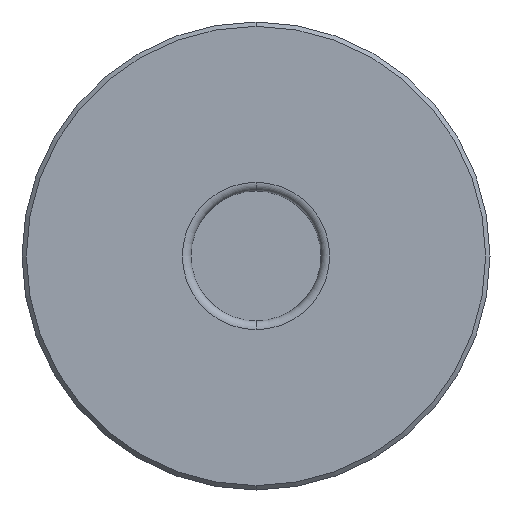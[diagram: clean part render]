
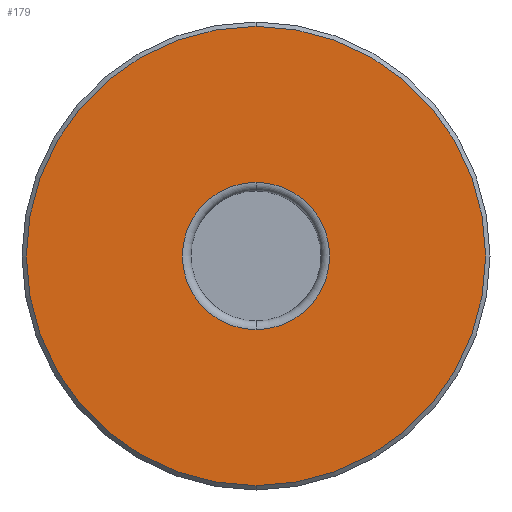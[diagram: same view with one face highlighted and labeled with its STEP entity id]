
A CAD part, front view. The second image highlights one B-rep face of the part: STEP entity #179.
In plain terms, the highlighted planar face has unit normal (0, -1, 0).
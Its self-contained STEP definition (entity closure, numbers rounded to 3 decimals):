
#5 = CARTESIAN_POINT ( 'NONE',  ( 0., 0., -26.5 ) ) ;
#16 = CARTESIAN_POINT ( 'NONE',  ( 0., 0., 8.5 ) ) ;
#57 = DIRECTION ( 'NONE',  ( 0., 0., -1. ) ) ;
#75 = FACE_BOUND ( 'NONE', #306, .T. ) ;
#106 = CIRCLE ( 'NONE', #499, 8.5 ) ;
#146 = DIRECTION ( 'NONE',  ( 0., 0., -1. ) ) ;
#155 = DIRECTION ( 'NONE',  ( 0., -1., 0. ) ) ;
#157 = PLANE ( 'NONE',  #737 ) ;
#168 = DIRECTION ( 'NONE',  ( 0., -1., 0. ) ) ;
#169 = VERTEX_POINT ( 'NONE', #16 ) ;
#175 = ORIENTED_EDGE ( 'NONE', *, *, #741, .T. ) ;
#179 = ADVANCED_FACE ( 'NONE', ( #311, #75 ), #157, .T. ) ;
#217 = ORIENTED_EDGE ( 'NONE', *, *, #401, .T. ) ;
#228 = AXIS2_PLACEMENT_3D ( 'NONE', #754, #168, #628 ) ;
#242 = CARTESIAN_POINT ( 'NONE',  ( 0., 0., 26.5 ) ) ;
#269 = EDGE_LOOP ( 'NONE', ( #217, #175 ) ) ;
#273 = AXIS2_PLACEMENT_3D ( 'NONE', #425, #495, #361 ) ;
#287 = AXIS2_PLACEMENT_3D ( 'NONE', #397, #155, #146 ) ;
#306 = EDGE_LOOP ( 'NONE', ( #558, #612 ) ) ;
#311 = FACE_OUTER_BOUND ( 'NONE', #269, .T. ) ;
#320 = VERTEX_POINT ( 'NONE', #242 ) ;
#341 = EDGE_CURVE ( 'NONE', #169, #643, #404, .T. ) ;
#361 = DIRECTION ( 'NONE',  ( 0., 0., -1. ) ) ;
#394 = DIRECTION ( 'NONE',  ( 0., 0., -1. ) ) ;
#397 = CARTESIAN_POINT ( 'NONE',  ( 0., 0., 0. ) ) ;
#401 = EDGE_CURVE ( 'NONE', #320, #844, #536, .T. ) ;
#404 = CIRCLE ( 'NONE', #228, 8.5 ) ;
#425 = CARTESIAN_POINT ( 'NONE',  ( 0., 0., 0. ) ) ;
#443 = DIRECTION ( 'NONE',  ( 0., -1., 0. ) ) ;
#495 = DIRECTION ( 'NONE',  ( 0., -1., 0. ) ) ;
#499 = AXIS2_PLACEMENT_3D ( 'NONE', #845, #443, #57 ) ;
#535 = CARTESIAN_POINT ( 'NONE',  ( 0., 0., -8.5 ) ) ;
#536 = CIRCLE ( 'NONE', #273, 26.5 ) ;
#558 = ORIENTED_EDGE ( 'NONE', *, *, #728, .F. ) ;
#593 = DIRECTION ( 'NONE',  ( 0., -1., 0. ) ) ;
#612 = ORIENTED_EDGE ( 'NONE', *, *, #341, .F. ) ;
#628 = DIRECTION ( 'NONE',  ( 0., 0., -1. ) ) ;
#643 = VERTEX_POINT ( 'NONE', #645 ) ;
#645 = CARTESIAN_POINT ( 'NONE',  ( 0., 0., -8.5 ) ) ;
#658 = CIRCLE ( 'NONE', #287, 26.5 ) ;
#728 = EDGE_CURVE ( 'NONE', #643, #169, #106, .T. ) ;
#737 = AXIS2_PLACEMENT_3D ( 'NONE', #535, #593, #394 ) ;
#741 = EDGE_CURVE ( 'NONE', #844, #320, #658, .T. ) ;
#754 = CARTESIAN_POINT ( 'NONE',  ( 0., 0., 0. ) ) ;
#844 = VERTEX_POINT ( 'NONE', #5 ) ;
#845 = CARTESIAN_POINT ( 'NONE',  ( 0., 0., 0. ) ) ;
